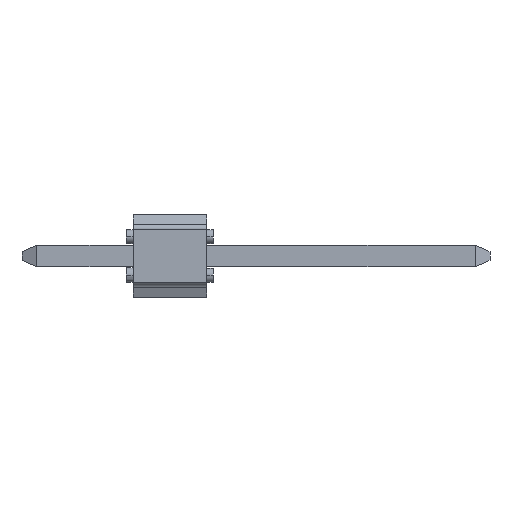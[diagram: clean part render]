
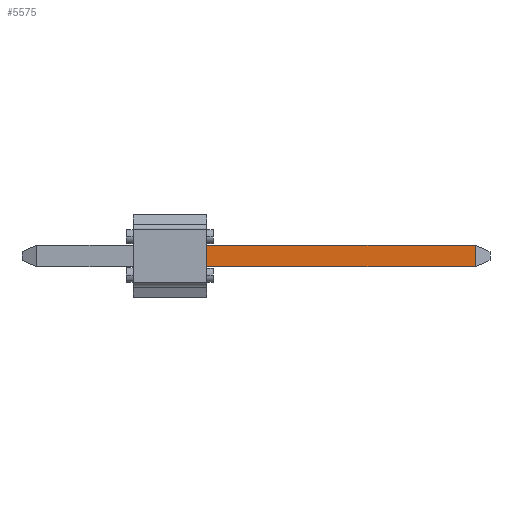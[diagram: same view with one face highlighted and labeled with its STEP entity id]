
A CAD part, front view. The second image highlights one B-rep face of the part: STEP entity #5575.
In plain terms, the highlighted planar face has unit normal (0, -1, 0).
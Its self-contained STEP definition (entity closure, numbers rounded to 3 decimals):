
#622=DIRECTION('',(0.,0.,-1.));
#623=VECTOR('',#622,0.64);
#624=CARTESIAN_POINT('',(2.14,-23.18,0.32));
#625=LINE('1099',#624,#623);
#626=DIRECTION('',(1.,0.,0.));
#627=VECTOR('',#626,7.851);
#628=CARTESIAN_POINT('',(2.14,-23.18,0.32));
#629=LINE('1107',#628,#627);
#630=DIRECTION('',(-1.,0.,0.));
#631=VECTOR('',#630,7.851);
#632=CARTESIAN_POINT('',(9.991,-23.18,-0.32));
#633=LINE('1102',#632,#631);
#3578=DIRECTION('',(0.,0.,1.));
#3579=VECTOR('',#3578,0.64);
#3580=CARTESIAN_POINT('',(9.991,-23.18,-0.32));
#3581=LINE('518',#3580,#3579);
#4101=CARTESIAN_POINT('',(9.991,-23.18,-0.32));
#4103=VERTEX_POINT('',#4101);
#4114=CARTESIAN_POINT('',(9.991,-23.18,0.32));
#4115=VERTEX_POINT('',#4114);
#4518=CARTESIAN_POINT('',(2.14,-23.18,-0.32));
#4520=VERTEX_POINT('',#4518);
#4527=CARTESIAN_POINT('',(2.14,-23.18,0.32));
#4529=VERTEX_POINT('',#4527);
#5561=CARTESIAN_POINT('',(3.585,-23.18,0.));
#5562=DIRECTION('',(0.,1.,0.));
#5563=DIRECTION('',(0.,0.,-1.));
#5564=AXIS2_PLACEMENT_3D('',#5561,#5562,#5563);
#5565=PLANE('494',#5564);
#5567=ORIENTED_EDGE('1099',*,*,#5566,.F.);
#5569=ORIENTED_EDGE('1107',*,*,#5568,.T.);
#5571=ORIENTED_EDGE('518',*,*,#5570,.F.);
#5572=ORIENTED_EDGE('1102',*,*,#5143,.T.);
#5573=EDGE_LOOP('494',(#5567,#5569,#5571,#5572));
#5574=FACE_OUTER_BOUND('494',#5573,.F.);
#5143=EDGE_CURVE('1102',#4103,#4520,#633,.T.);
#5566=EDGE_CURVE('1099',#4529,#4520,#625,.T.);
#5568=EDGE_CURVE('1107',#4529,#4115,#629,.T.);
#5570=EDGE_CURVE('518',#4103,#4115,#3581,.T.);
#5575=ADVANCED_FACE('494',(#5574),#5565,.F.);
